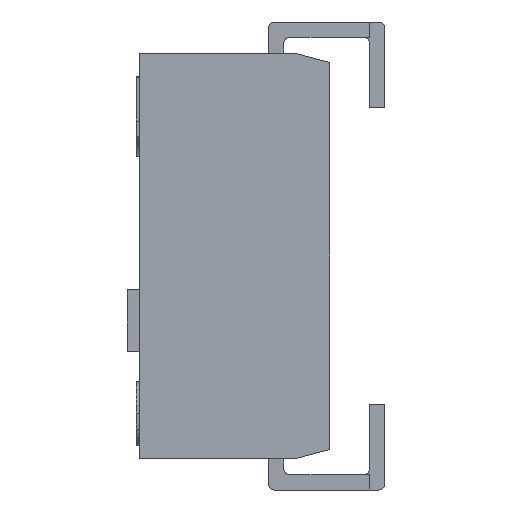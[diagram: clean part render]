
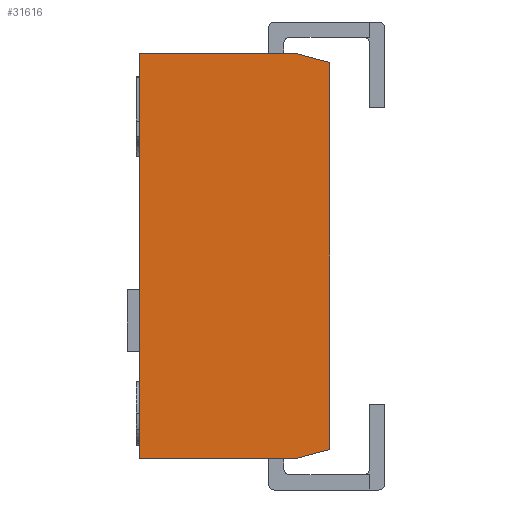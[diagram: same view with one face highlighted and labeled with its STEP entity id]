
A CAD part, left-side view. The second image highlights one B-rep face of the part: STEP entity #31616.
In plain terms, the highlighted planar face has unit normal (-1, 0, 0).
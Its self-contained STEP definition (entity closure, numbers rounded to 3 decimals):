
#583 = ORIENTED_EDGE ( 'NONE', *, *, #21969, .T. ) ;
#714 = EDGE_CURVE ( 'NONE', #1134, #2083, #1209, .T. ) ;
#961 = ORIENTED_EDGE ( 'NONE', *, *, #714, .T. ) ;
#1134 = VERTEX_POINT ( 'NONE', #4361 ) ;
#1209 = LINE ( 'NONE', #1828, #16600 ) ;
#1572 = CARTESIAN_POINT ( 'NONE',  ( 0., 0., -6.45 ) ) ;
#1828 = CARTESIAN_POINT ( 'NONE',  ( 0., 0.038, -6.46 ) ) ;
#2041 = VERTEX_POINT ( 'NONE', #6086 ) ;
#2083 = VERTEX_POINT ( 'NONE', #1572 ) ;
#2380 = DIRECTION ( 'NONE',  ( 0., 0., 1. ) ) ;
#4016 = LINE ( 'NONE', #14667, #38463 ) ;
#4361 = CARTESIAN_POINT ( 'NONE',  ( 0., 0.56, -6.6 ) ) ;
#4882 = ORIENTED_EDGE ( 'NONE', *, *, #28009, .T. ) ;
#5865 = LINE ( 'NONE', #30800, #12996 ) ;
#5902 = VECTOR ( 'NONE', #9850, 1000. ) ;
#5939 = EDGE_CURVE ( 'NONE', #2041, #13241, #5865, .T. ) ;
#6086 = CARTESIAN_POINT ( 'NONE',  ( 0., 0., -0.15 ) ) ;
#6526 = ORIENTED_EDGE ( 'NONE', *, *, #22569, .F. ) ;
#8615 = CARTESIAN_POINT ( 'NONE',  ( 0., 3.1, 0. ) ) ;
#9823 = DIRECTION ( 'NONE',  ( -1., 0., 0. ) ) ;
#9850 = DIRECTION ( 'NONE',  ( 0., -1., 0. ) ) ;
#10640 = VERTEX_POINT ( 'NONE', #8615 ) ;
#12890 = PLANE ( 'NONE',  #40118 ) ;
#12996 = VECTOR ( 'NONE', #30612, 1000. ) ;
#13241 = VERTEX_POINT ( 'NONE', #24059 ) ;
#14318 = DIRECTION ( 'NONE',  ( 0., -0.966, 0.259 ) ) ;
#14667 = CARTESIAN_POINT ( 'NONE',  ( 0., 0., -6.6 ) ) ;
#15318 = DIRECTION ( 'NONE',  ( 0., 0., 1. ) ) ;
#15751 = LINE ( 'NONE', #37821, #5902 ) ;
#16406 = CARTESIAN_POINT ( 'NONE',  ( 0., 0., 0. ) ) ;
#16600 = VECTOR ( 'NONE', #14318, 1000. ) ;
#17429 = VECTOR ( 'NONE', #15318, 1000. ) ;
#17469 = VECTOR ( 'NONE', #28826, 1000. ) ;
#19502 = LINE ( 'NONE', #16406, #17469 ) ;
#21969 = EDGE_CURVE ( 'NONE', #33288, #1134, #15751, .T. ) ;
#22569 = EDGE_CURVE ( 'NONE', #10640, #13241, #19502, .T. ) ;
#24059 = CARTESIAN_POINT ( 'NONE',  ( 0., 0.56, 0. ) ) ;
#24534 = EDGE_CURVE ( 'NONE', #33288, #10640, #36797, .T. ) ;
#25095 = DIRECTION ( 'NONE',  ( 0., 0., 1. ) ) ;
#25296 = CARTESIAN_POINT ( 'NONE',  ( 0., 0., -6.6 ) ) ;
#28009 = EDGE_CURVE ( 'NONE', #2083, #2041, #4016, .T. ) ;
#28826 = DIRECTION ( 'NONE',  ( 0., -1., 0. ) ) ;
#30254 = ORIENTED_EDGE ( 'NONE', *, *, #24534, .F. ) ;
#30612 = DIRECTION ( 'NONE',  ( 0., 0.966, 0.259 ) ) ;
#30800 = CARTESIAN_POINT ( 'NONE',  ( 0., -1.612, -0.582 ) ) ;
#31616 = ADVANCED_FACE ( 'NONE', ( #33944 ), #12890, .T. ) ;
#32034 = ORIENTED_EDGE ( 'NONE', *, *, #5939, .T. ) ;
#33288 = VERTEX_POINT ( 'NONE', #38174 ) ;
#33339 = EDGE_LOOP ( 'NONE', ( #583, #961, #4882, #32034, #6526, #30254 ) ) ;
#33944 = FACE_OUTER_BOUND ( 'NONE', #33339, .T. ) ;
#36797 = LINE ( 'NONE', #40036, #17429 ) ;
#37821 = CARTESIAN_POINT ( 'NONE',  ( 0., 0., -6.6 ) ) ;
#38174 = CARTESIAN_POINT ( 'NONE',  ( 0., 3.1, -6.6 ) ) ;
#38463 = VECTOR ( 'NONE', #2380, 1000. ) ;
#40036 = CARTESIAN_POINT ( 'NONE',  ( 0., 3.1, -6.6 ) ) ;
#40118 = AXIS2_PLACEMENT_3D ( 'NONE', #25296, #9823, #25095 ) ;
